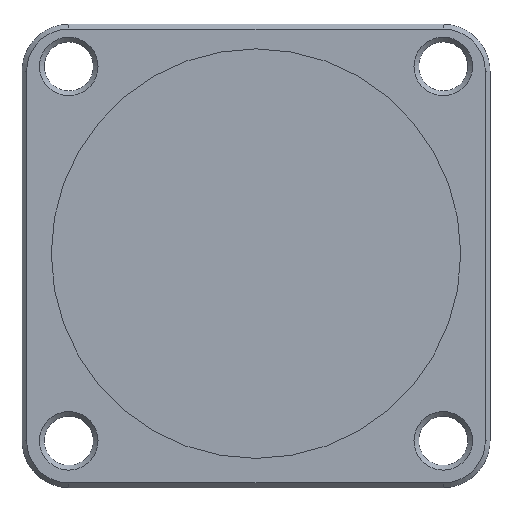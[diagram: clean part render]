
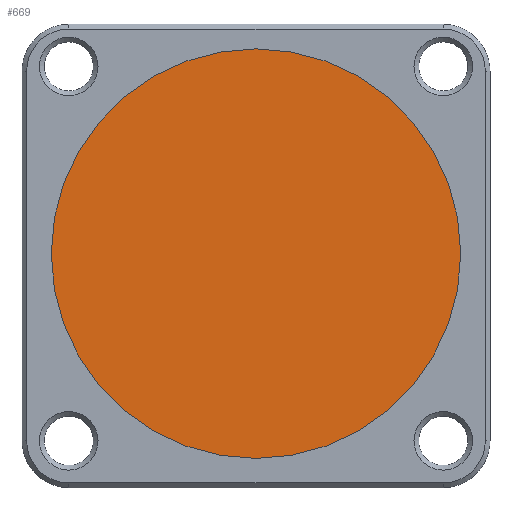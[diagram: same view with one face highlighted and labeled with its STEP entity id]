
A CAD part, left-side view. The second image highlights one B-rep face of the part: STEP entity #669.
In plain terms, the highlighted planar face has unit normal (-1, 0, 0).
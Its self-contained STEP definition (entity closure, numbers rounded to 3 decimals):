
#71=CIRCLE('',#760,17.5);
#129=FACE_OUTER_BOUND('',#181,.T.);
#181=EDGE_LOOP('',(#611));
#341=VERTEX_POINT('',#1154);
#430=EDGE_CURVE('',#341,#341,#71,.T.);
#611=ORIENTED_EDGE('',*,*,#430,.T.);
#627=PLANE('',#762);
#669=ADVANCED_FACE('',(#129),#627,.T.);
#760=AXIS2_PLACEMENT_3D('',#1155,#967,#968);
#762=AXIS2_PLACEMENT_3D('',#1159,#972,#973);
#967=DIRECTION('center_axis',(-1.,0.,0.));
#968=DIRECTION('ref_axis',(0.,-1.,0.));
#972=DIRECTION('center_axis',(-1.,0.,0.));
#973=DIRECTION('ref_axis',(0.,-1.,0.));
#1154=CARTESIAN_POINT('',(-45.9,-29.792,-1.4));
#1155=CARTESIAN_POINT('Origin',(-45.9,-47.292,-1.4));
#1159=CARTESIAN_POINT('Origin',(-45.9,-47.292,-1.4));
